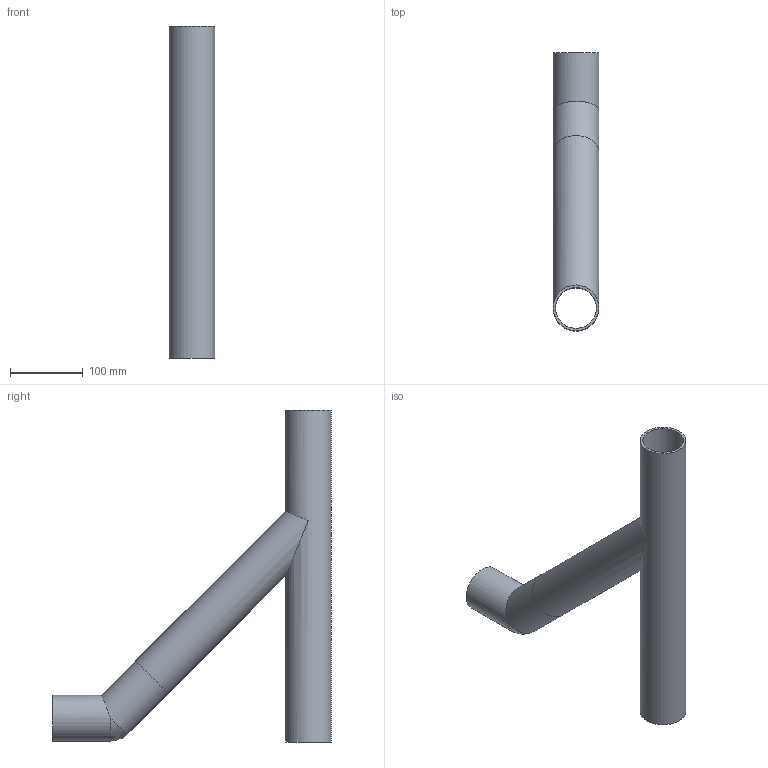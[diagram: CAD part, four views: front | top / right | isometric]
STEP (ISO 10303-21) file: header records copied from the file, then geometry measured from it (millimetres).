
FILE_DESCRIPTION (( 'STEP AP203' ), '1' );
FILE_NAME ('581206020.STEP', '2017-08-04T13:01:15', ( '' ), ( '' ), 'SwSTEP 2.0', 'SolidWorks 2017', '' );
FILE_SCHEMA (( 'CONFIG_CONTROL_DESIGN' ));
Length unit declared in the file: inch
Products named in the file (1): 581206020
Bounding box: 63 x 383.59 x 457.2 mm (x, y, z)
Volume: 631952.9 mm3; surface area: 333568.5 mm2
Topology: 2 solids, 2 shells, 16 faces, 32 edges, 21 vertices
Faces by surface type: cylinder 9, plane 5, bspline 2
Full cylindrical faces by diameter (mm): 51.4 x2, 56.185 x2, 62.992 x2, 63 x2
Entity records: 625 total; most frequent: CARTESIAN_POINT 274, DIRECTION 58, ORIENTED_EDGE 38, EDGE_LOOP 30, AXIS2_PLACEMENT_3D 29, FACE_OUTER_BOUND 24, EDGE_CURVE 19, VERTEX_POINT 17
